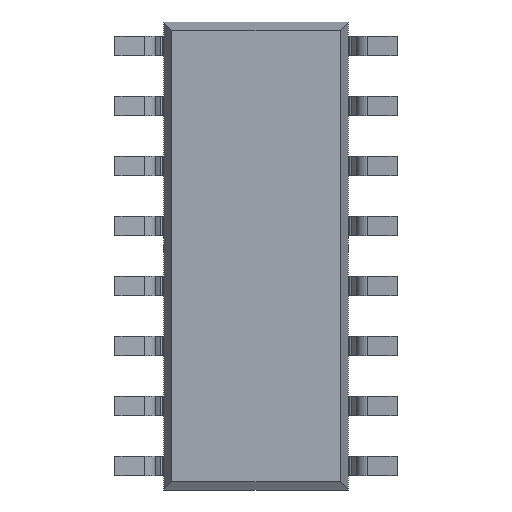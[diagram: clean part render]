
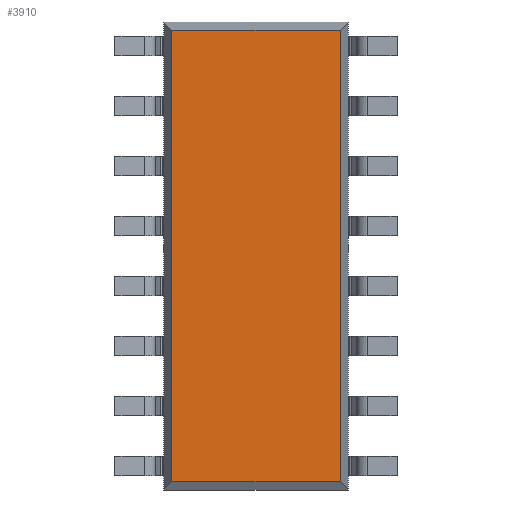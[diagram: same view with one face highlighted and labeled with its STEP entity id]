
A CAD part, front view. The second image highlights one B-rep face of the part: STEP entity #3910.
In plain terms, the highlighted planar face has unit normal (0, -1, 0).
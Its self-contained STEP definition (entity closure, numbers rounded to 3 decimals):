
#377 = LINE ( 'NONE', #3760, #5808 ) ;
#574 = CARTESIAN_POINT ( 'NONE',  ( 0., 0.25, 0. ) ) ;
#582 = CARTESIAN_POINT ( 'NONE',  ( 1.777, 0.25, -4.777 ) ) ;
#724 = DIRECTION ( 'NONE',  ( 0., 0., 1. ) ) ;
#980 = CARTESIAN_POINT ( 'NONE',  ( -1.777, 0.25, 4.777 ) ) ;
#1066 = DIRECTION ( 'NONE',  ( 0., 0., 1. ) ) ;
#1584 = CARTESIAN_POINT ( 'NONE',  ( 1.95, 0.25, -4.777 ) ) ;
#1748 = AXIS2_PLACEMENT_3D ( 'NONE', #574, #4679, #724 ) ;
#1802 = ORIENTED_EDGE ( 'NONE', *, *, #2560, .F. ) ;
#1864 = PLANE ( 'NONE',  #1748 ) ;
#2114 = DIRECTION ( 'NONE',  ( -1., 0., 0. ) ) ;
#2197 = DIRECTION ( 'NONE',  ( 1., 0., 0. ) ) ;
#2255 = EDGE_CURVE ( 'NONE', #4493, #3371, #7192, .T. ) ;
#2304 = CARTESIAN_POINT ( 'NONE',  ( -1.777, 0.25, -4.777 ) ) ;
#2307 = CARTESIAN_POINT ( 'NONE',  ( -1.777, 0.25, -4.95 ) ) ;
#2473 = EDGE_CURVE ( 'NONE', #2801, #4493, #377, .T. ) ;
#2560 = EDGE_CURVE ( 'NONE', #7067, #2801, #6320, .T. ) ;
#2659 = CARTESIAN_POINT ( 'NONE',  ( 1.777, 0.25, 4.95 ) ) ;
#2801 = VERTEX_POINT ( 'NONE', #980 ) ;
#3366 = VECTOR ( 'NONE', #4266, 1000. ) ;
#3371 = VERTEX_POINT ( 'NONE', #582 ) ;
#3760 = CARTESIAN_POINT ( 'NONE',  ( -1.95, 0.25, 4.777 ) ) ;
#3867 = ORIENTED_EDGE ( 'NONE', *, *, #2255, .F. ) ;
#3910 = ADVANCED_FACE ( 'NONE', ( #5867 ), #1864, .T. ) ;
#4081 = VECTOR ( 'NONE', #1066, 1000. ) ;
#4266 = DIRECTION ( 'NONE',  ( 0., 0., -1. ) ) ;
#4493 = VERTEX_POINT ( 'NONE', #6832 ) ;
#4588 = LINE ( 'NONE', #1584, #6334 ) ;
#4679 = DIRECTION ( 'NONE',  ( 0., -1., 0. ) ) ;
#4968 = ORIENTED_EDGE ( 'NONE', *, *, #2473, .F. ) ;
#5447 = EDGE_CURVE ( 'NONE', #3371, #7067, #4588, .T. ) ;
#5620 = ORIENTED_EDGE ( 'NONE', *, *, #5447, .F. ) ;
#5808 = VECTOR ( 'NONE', #2197, 1000. ) ;
#5867 = FACE_OUTER_BOUND ( 'NONE', #7056, .T. ) ;
#6320 = LINE ( 'NONE', #2307, #4081 ) ;
#6334 = VECTOR ( 'NONE', #2114, 1000. ) ;
#6832 = CARTESIAN_POINT ( 'NONE',  ( 1.777, 0.25, 4.777 ) ) ;
#7056 = EDGE_LOOP ( 'NONE', ( #4968, #1802, #5620, #3867 ) ) ;
#7067 = VERTEX_POINT ( 'NONE', #2304 ) ;
#7192 = LINE ( 'NONE', #2659, #3366 ) ;
